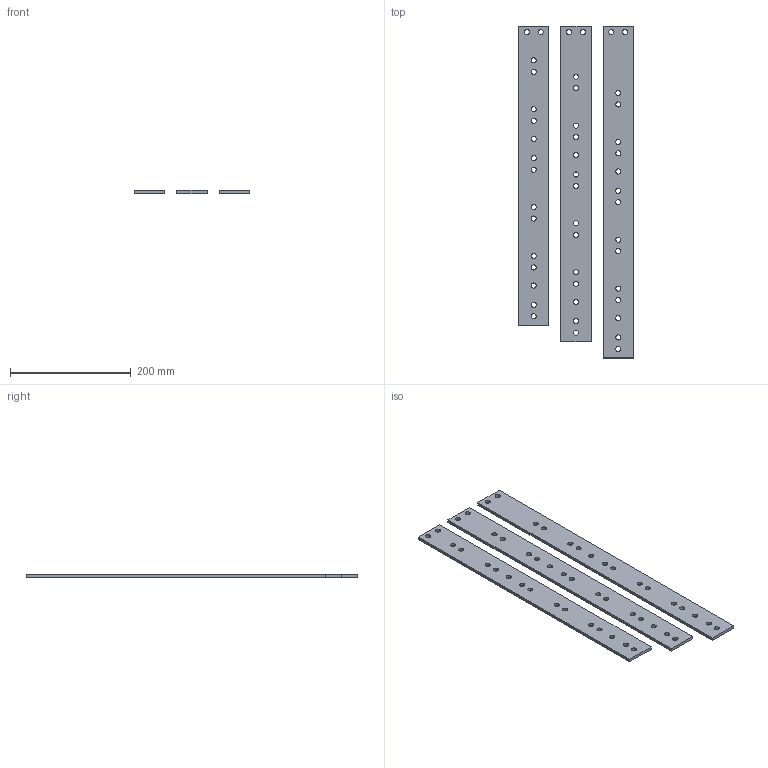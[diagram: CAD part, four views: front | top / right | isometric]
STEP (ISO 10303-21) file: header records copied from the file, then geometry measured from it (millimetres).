
FILE_DESCRIPTION (( 'STEP AP214' ), '1' );
FILE_NAME ('YKM10-SS-07 Êîìïëåêò ñèëîâûõ øèí (ìåäü, ãàá.7) ê ÏÐ.STEP', '2016-08-31T06:56:00', ( '' ), ( '' ), 'SwSTEP 2.0', 'SolidWorks 2014', '' );
FILE_SCHEMA (( 'AUTOMOTIVE_DESIGN' ));
Length unit declared in the file: millimetre
Products named in the file (1): YKM10-SS-07 Êîìïëåêò ñèëîâûõ øèí (ìåäü, ãàá.7) ê ÏÐ
Bounding box: 190 x 550 x 5 mm (x, y, z)
Volume: 378631.2 mm3; surface area: 175051.3 mm2
Topology: 3 solids, 3 shells, 114 faces, 324 edges, 216 vertices
Faces by surface type: cylinder 96, plane 18
Entity records: 4064 total; most frequent: DIRECTION 746, CARTESIAN_POINT 655, ORIENTED_EDGE 648, EDGE_CURVE 324, AXIS2_PLACEMENT_3D 307, VERTEX_POINT 216, EDGE_LOOP 210, CIRCLE 192
